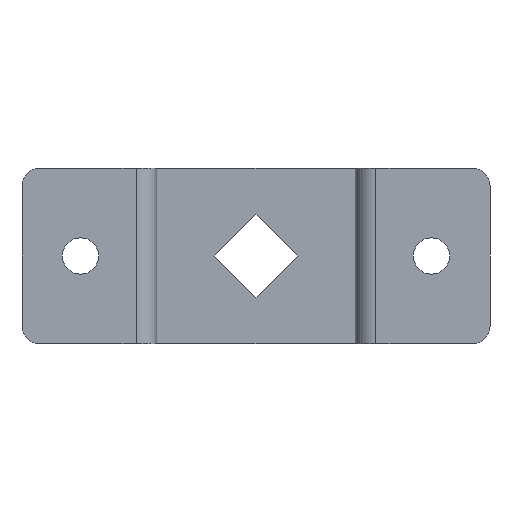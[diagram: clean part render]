
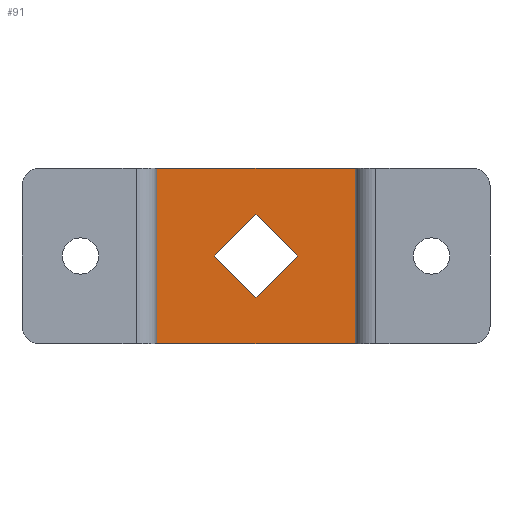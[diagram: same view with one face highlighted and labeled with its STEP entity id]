
A CAD part, front view. The second image highlights one B-rep face of the part: STEP entity #91.
In plain terms, the highlighted planar face has unit normal (0, -1, 0).
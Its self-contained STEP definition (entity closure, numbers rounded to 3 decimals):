
#57 = EDGE_CURVE ( 'NONE', #373, #375, #467, .T. ) ;
#91 = ADVANCED_FACE ( 'NONE', ( #788, #755 ), #618, .F. ) ;
#121 = LINE ( 'NONE', #122, #955 ) ;
#122 = CARTESIAN_POINT ( 'NONE',  ( 0., 0., -7.071 ) ) ;
#123 = DIRECTION ( 'NONE',  ( -0.707, 0., 0.707 ) ) ;
#127 = LINE ( 'NONE', #128, #939 ) ;
#128 = CARTESIAN_POINT ( 'NONE',  ( 17., 0., 15. ) ) ;
#129 = DIRECTION ( 'NONE',  ( 0., 0., -1. ) ) ;
#142 = LINE ( 'NONE', #143, #956 ) ;
#143 = CARTESIAN_POINT ( 'NONE',  ( -7.071, 0., 0. ) ) ;
#144 = DIRECTION ( 'NONE',  ( 0.707, 0., 0.707 ) ) ;
#220 = LINE ( 'NONE', #221, #1120 ) ;
#221 = CARTESIAN_POINT ( 'NONE',  ( -17., 0., 15. ) ) ;
#222 = DIRECTION ( 'NONE',  ( 0., 0., -1. ) ) ;
#232 = LINE ( 'NONE', #233, #1115 ) ;
#233 = CARTESIAN_POINT ( 'NONE',  ( 0., 0., 7.071 ) ) ;
#234 = DIRECTION ( 'NONE',  ( 0.707, 0., -0.707 ) ) ;
#238 = LINE ( 'NONE', #239, #1113 ) ;
#239 = CARTESIAN_POINT ( 'NONE',  ( -17., 0., 15. ) ) ;
#240 = DIRECTION ( 'NONE',  ( 1., 0., 0. ) ) ;
#280 = ORIENTED_EDGE ( 'NONE', *, *, #861, .T. ) ;
#285 = ORIENTED_EDGE ( 'NONE', *, *, #897, .T. ) ;
#286 = ORIENTED_EDGE ( 'NONE', *, *, #872, .T. ) ;
#287 = ORIENTED_EDGE ( 'NONE', *, *, #57, .T. ) ;
#352 = VERTEX_POINT ( 'NONE', #630 ) ;
#361 = VERTEX_POINT ( 'NONE', #638 ) ;
#362 = VERTEX_POINT ( 'NONE', #639 ) ;
#371 = VERTEX_POINT ( 'NONE', #643 ) ;
#373 = VERTEX_POINT ( 'NONE', #645 ) ;
#375 = VERTEX_POINT ( 'NONE', #647 ) ;
#380 = VERTEX_POINT ( 'NONE', #650 ) ;
#381 = VERTEX_POINT ( 'NONE', #651 ) ;
#428 = ORIENTED_EDGE ( 'NONE', *, *, #850, .T. ) ;
#467 = LINE ( 'NONE', #468, #822 ) ;
#468 = CARTESIAN_POINT ( 'NONE',  ( 7.071, 0., 0. ) ) ;
#469 = DIRECTION ( 'NONE',  ( -0.707, 0., -0.707 ) ) ;
#549 = ORIENTED_EDGE ( 'NONE', *, *, #903, .F. ) ;
#560 = EDGE_LOOP ( 'NONE', ( #428, #575, #549, #285 ) ) ;
#565 = ORIENTED_EDGE ( 'NONE', *, *, #901, .T. ) ;
#569 = EDGE_LOOP ( 'NONE', ( #565, #287, #280, #286 ) ) ;
#575 = ORIENTED_EDGE ( 'NONE', *, *, #863, .F. ) ;
#618 = PLANE ( 'NONE',  #950 ) ;
#619 = CARTESIAN_POINT ( 'NONE',  ( -17., 0., 15. ) ) ;
#620 = DIRECTION ( 'NONE',  ( 0., 1., 0. ) ) ;
#621 = DIRECTION ( 'NONE',  ( 0., 0., 1. ) ) ;
#630 = CARTESIAN_POINT ( 'NONE',  ( 17., 0., 15. ) ) ;
#638 = CARTESIAN_POINT ( 'NONE',  ( -7.071, 0., 0. ) ) ;
#639 = CARTESIAN_POINT ( 'NONE',  ( 17., 0., -15. ) ) ;
#643 = CARTESIAN_POINT ( 'NONE',  ( -17., 0., -15. ) ) ;
#645 = CARTESIAN_POINT ( 'NONE',  ( 7.071, 0., 0. ) ) ;
#647 = CARTESIAN_POINT ( 'NONE',  ( 0., 0., -7.071 ) ) ;
#650 = CARTESIAN_POINT ( 'NONE',  ( -17., 0., 15. ) ) ;
#651 = CARTESIAN_POINT ( 'NONE',  ( 0., 0., 7.071 ) ) ;
#719 = LINE ( 'NONE', #720, #934 ) ;
#720 = CARTESIAN_POINT ( 'NONE',  ( -17., 0., -15. ) ) ;
#721 = DIRECTION ( 'NONE',  ( 1., 0., 0. ) ) ;
#755 = FACE_OUTER_BOUND ( 'NONE', #560, .T. ) ;
#788 = FACE_BOUND ( 'NONE', #569, .T. ) ;
#822 = VECTOR ( 'NONE', #469, 1000. ) ;
#850 = EDGE_CURVE ( 'NONE', #371, #362, #719, .T. ) ;
#861 = EDGE_CURVE ( 'NONE', #375, #361, #121, .T. ) ;
#863 = EDGE_CURVE ( 'NONE', #352, #362, #127, .T. ) ;
#872 = EDGE_CURVE ( 'NONE', #361, #381, #142, .T. ) ;
#897 = EDGE_CURVE ( 'NONE', #380, #371, #220, .T. ) ;
#901 = EDGE_CURVE ( 'NONE', #381, #373, #232, .T. ) ;
#903 = EDGE_CURVE ( 'NONE', #380, #352, #238, .T. ) ;
#934 = VECTOR ( 'NONE', #721, 1000. ) ;
#939 = VECTOR ( 'NONE', #129, 1000. ) ;
#950 = AXIS2_PLACEMENT_3D ( 'NONE', #619, #620, #621 ) ;
#955 = VECTOR ( 'NONE', #123, 1000. ) ;
#956 = VECTOR ( 'NONE', #144, 1000. ) ;
#1113 = VECTOR ( 'NONE', #240, 1000. ) ;
#1115 = VECTOR ( 'NONE', #234, 1000. ) ;
#1120 = VECTOR ( 'NONE', #222, 1000. ) ;
